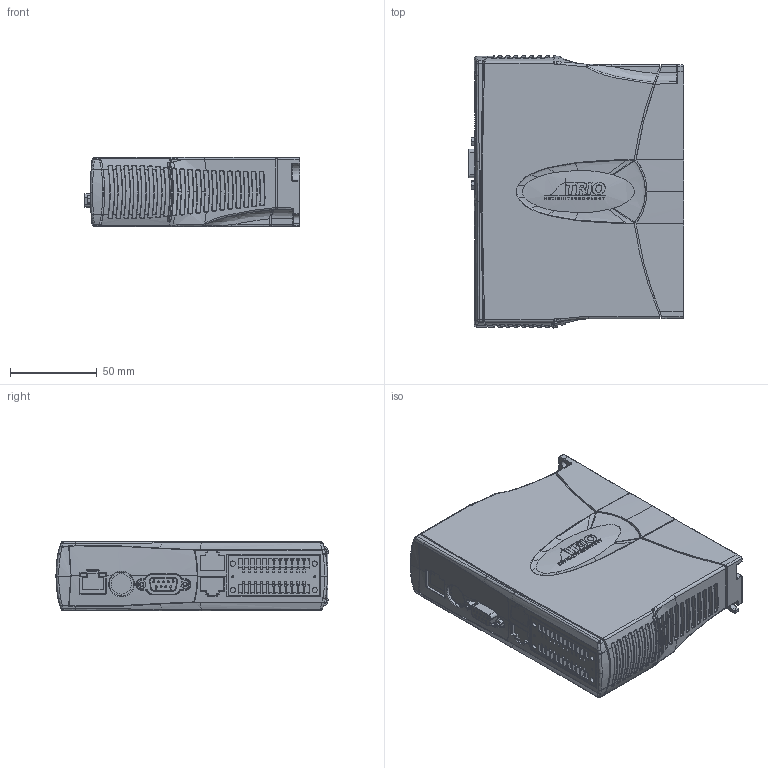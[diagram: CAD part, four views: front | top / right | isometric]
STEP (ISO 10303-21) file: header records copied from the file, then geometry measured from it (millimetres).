
FILE_DESCRIPTION (( 'STEP AP214' ), '1' );
FILE_NAME ('MC4N COMBINED PART.STEP', '2014-03-12T14:04:48', ( ' ' ), ( '' ), 'SwSTEP 2.0', 'SolidWorks 2012', '' );
FILE_SCHEMA (( 'AUTOMOTIVE_DESIGN' ));
Products named in the file (1): MC4N COMBINED PART
Bounding box: 124.25 x 157.06 x 40.11 mm (x, y, z)
Volume: 703082.4 mm3; surface area: 89330.4 mm2
Topology: 1 solids, 7 shells, 3518 faces, 9040 edges, 5729 vertices
Faces by surface type: bspline 1724, plane 1053, cylinder 607, torus 62, cone 40, sphere 32
Entity records: 178421 total; most frequent: CARTESIAN_POINT 107462, ORIENTED_EDGE 18020, DIRECTION 9518, EDGE_CURVE 9010, VERTEX_POINT 5715, B_SPLINE_CURVE_WITH_KNOTS 4350, EDGE_LOOP 3757, FACE_OUTER_BOUND 3518
